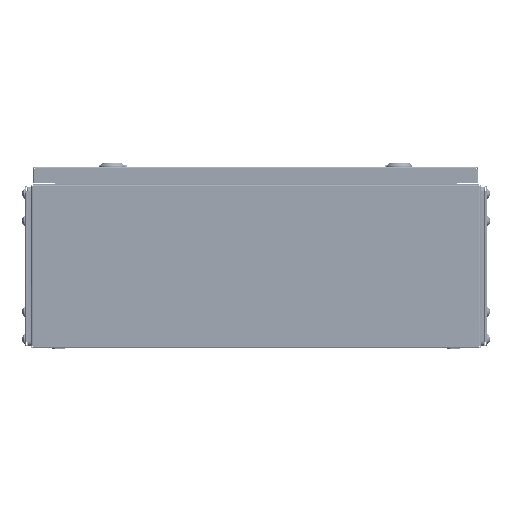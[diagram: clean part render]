
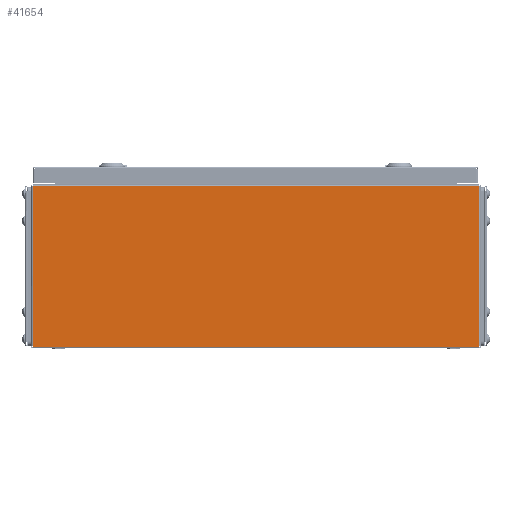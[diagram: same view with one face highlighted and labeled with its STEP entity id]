
A CAD part, left-side view. The second image highlights one B-rep face of the part: STEP entity #41654.
In plain terms, the highlighted planar face has unit normal (-1, 0, 0).
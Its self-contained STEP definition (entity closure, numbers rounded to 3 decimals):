
#553 = LINE ( 'NONE', #25743, #69979 ) ;
#1764 = DIRECTION ( 'NONE',  ( 0., 0., -1. ) ) ;
#8508 = DIRECTION ( 'NONE',  ( 1., 0., 0. ) ) ;
#9082 = CARTESIAN_POINT ( 'NONE',  ( -200., -245.5, 1. ) ) ;
#15949 = CARTESIAN_POINT ( 'NONE',  ( -200., 0., 0. ) ) ;
#16082 = AXIS2_PLACEMENT_3D ( 'NONE', #15949, #8508, #65479 ) ;
#17974 = LINE ( 'NONE', #43556, #58098 ) ;
#18945 = VECTOR ( 'NONE', #70243, 1000. ) ;
#19869 = LINE ( 'NONE', #45069, #18945 ) ;
#22506 = LINE ( 'NONE', #60096, #74152 ) ;
#25743 = CARTESIAN_POINT ( 'NONE',  ( -200., 245.5, 0. ) ) ;
#25783 = ORIENTED_EDGE ( 'NONE', *, *, #44788, .T. ) ;
#26629 = EDGE_CURVE ( 'NONE', #38423, #59410, #22506, .T. ) ;
#31044 = ORIENTED_EDGE ( 'NONE', *, *, #73696, .T. ) ;
#36015 = ORIENTED_EDGE ( 'NONE', *, *, #26629, .F. ) ;
#36653 = ORIENTED_EDGE ( 'NONE', *, *, #64804, .T. ) ;
#38423 = VERTEX_POINT ( 'NONE', #9082 ) ;
#41654 = ADVANCED_FACE ( 'NONE', ( #66715 ), #58882, .F. ) ;
#43556 = CARTESIAN_POINT ( 'NONE',  ( -200., -245.5, 0. ) ) ;
#44788 = EDGE_CURVE ( 'NONE', #80543, #59244, #19869, .T. ) ;
#45069 = CARTESIAN_POINT ( 'NONE',  ( -200., -245.5, 177.5 ) ) ;
#45327 = EDGE_LOOP ( 'NONE', ( #25783, #36653, #36015, #31044 ) ) ;
#54341 = DIRECTION ( 'NONE',  ( 0., 1., 0. ) ) ;
#58098 = VECTOR ( 'NONE', #80776, 1000. ) ;
#58882 = PLANE ( 'NONE',  #16082 ) ;
#59244 = VERTEX_POINT ( 'NONE', #77981 ) ;
#59410 = VERTEX_POINT ( 'NONE', #63751 ) ;
#60096 = CARTESIAN_POINT ( 'NONE',  ( -200., 245.5, 1. ) ) ;
#63751 = CARTESIAN_POINT ( 'NONE',  ( -200., 245.5, 1. ) ) ;
#64804 = EDGE_CURVE ( 'NONE', #59244, #59410, #553, .T. ) ;
#65479 = DIRECTION ( 'NONE',  ( 0., 0., -1. ) ) ;
#66715 = FACE_OUTER_BOUND ( 'NONE', #45327, .T. ) ;
#69979 = VECTOR ( 'NONE', #1764, 1000. ) ;
#70243 = DIRECTION ( 'NONE',  ( 0., 1., 0. ) ) ;
#73696 = EDGE_CURVE ( 'NONE', #38423, #80543, #17974, .T. ) ;
#74152 = VECTOR ( 'NONE', #54341, 1000. ) ;
#77108 = CARTESIAN_POINT ( 'NONE',  ( -200., -245.5, 177.5 ) ) ;
#77981 = CARTESIAN_POINT ( 'NONE',  ( -200., 245.5, 177.5 ) ) ;
#80543 = VERTEX_POINT ( 'NONE', #77108 ) ;
#80776 = DIRECTION ( 'NONE',  ( 0., 0., 1. ) ) ;
